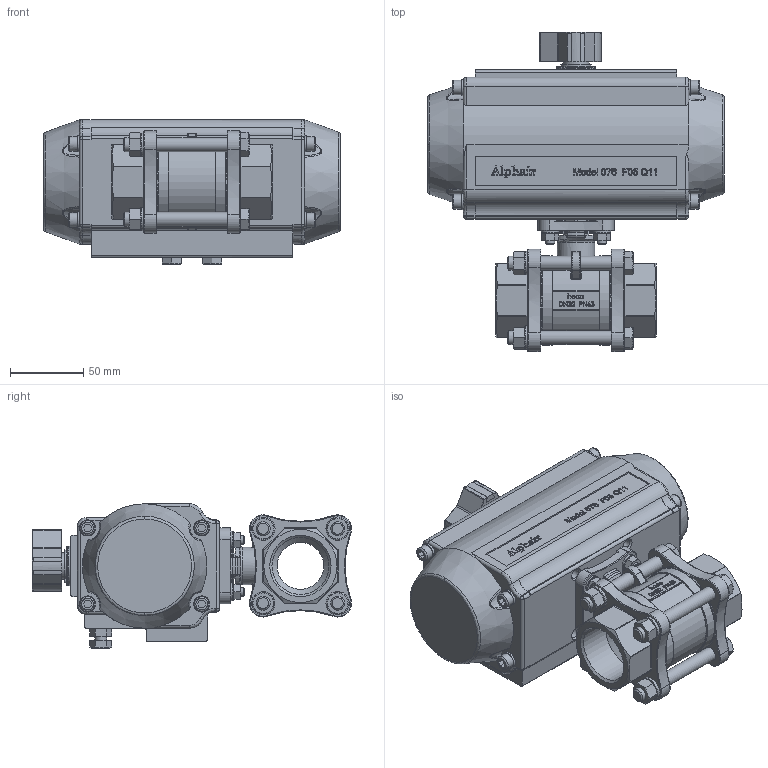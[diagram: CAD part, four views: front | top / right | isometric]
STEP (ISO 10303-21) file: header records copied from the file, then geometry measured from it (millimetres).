
FILE_DESCRIPTION (( 'STEP AP214' ), '1' );
FILE_NAME ('K3DA-114-0IG-4 Kugelhahn mit RE076 F05 Q11 heco step214.STEP', '2013-02-21T14:31:00', ( 'test' ), ( '' ), 'SwSTEP 2.0', 'SolidWorks 2011', '' );
FILE_SCHEMA (( 'AUTOMOTIVE_DESIGN' ));
Length unit declared in the file: millimetre
Products named in the file (1): K3DA-114-0IG-4 Kugelhahn mit RE076 F05 Q11 heco step214
Bounding box: 203 x 218.16 x 98.75 mm (x, y, z)
Volume: 1746910.2 mm3; surface area: 207047.9 mm2
Topology: 19 solids, 39 shells, 2322 faces, 5929 edges, 3799 vertices
Faces by surface type: plane 1008, bspline 461, cylinder 387, cone 303, torus 163
Full cylindrical faces by diameter (mm): 1.5 x2, 4 x2, 4.2 x8, 4.78 x4, 5 x14, 6 x12, 6.3 x4, 6.5 x8, 6.8 x4, 8 x4, 8.2 x2, 9.52 x8, 10 x18, 11 x8, 12 x6, 13 x2, 16 x4, 16.7 x1, 17 x2, 18 x4, 19 x1, 19.2 x1, 19.5 x1, 21.7 x1, 22.1 x1, 25.5 x1, 26.5 x1, 27 x1, 28 x2, 31 x1
Entity records: 135116 total; most frequent: CARTESIAN_POINT 59303, ORIENTED_EDGE 11202, DIRECTION 8309, EDGE_CURVE 5601, VERTEX_POINT 3744, AXIS2_PLACEMENT_3D 2908, EDGE_LOOP 2783, LINE 2493
